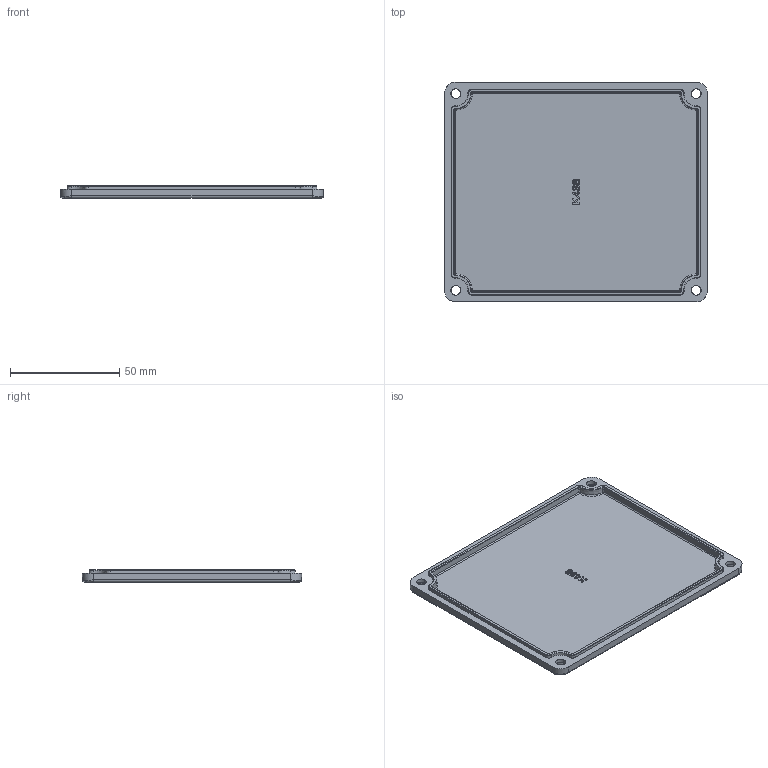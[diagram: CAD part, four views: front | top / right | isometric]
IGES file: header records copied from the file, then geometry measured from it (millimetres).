
Global section: file name: No Iges File Name specified; native system: Autodesk Inventor 2011; preprocessor: AutoDesk Inventor Iges Exporter R2011; author: tcook; date: 20101029.152954; units: millimetre
Bounding box: 120.4 x 100.4 x 5.6 mm (x, y, z)
Volume: 31320.6 mm3; surface area: 27483.6 mm2
Topology: 1 solids, 1 shells, 232 faces, 592 edges, 359 vertices
Faces by surface type: bspline 82, revolution 52, plane 42, torus 28, cylinder 16, cone 12
